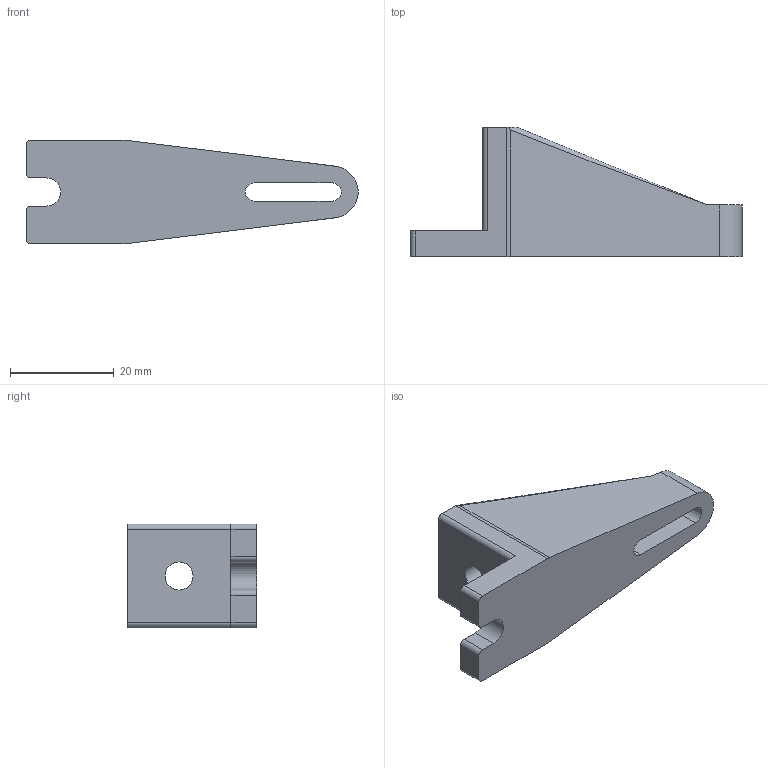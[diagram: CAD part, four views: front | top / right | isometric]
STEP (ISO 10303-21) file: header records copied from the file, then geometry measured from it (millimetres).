
FILE_DESCRIPTION (( 'STEP AP214' ), '1' );
FILE_NAME ('Bed_Bracket_30-45_1.0.STEP', '2017-06-14T13:38:31', ( '' ), ( '' ), 'SwSTEP 2.0', 'SolidWorks 2014', '' );
FILE_SCHEMA (( 'AUTOMOTIVE_DESIGN' ));
Length unit declared in the file: millimetre
Products named in the file (1): Bed_Bracket_30-45_1.0
Bounding box: 63.98 x 25 x 20 mm (x, y, z)
Volume: 11415 mm3; surface area: 5501.6 mm2
Topology: 1 solids, 1 shells, 38 faces, 108 edges, 68 vertices
Faces by surface type: plane 20, cylinder 14, bspline 4
Entity records: 1362 total; most frequent: CARTESIAN_POINT 375, ORIENTED_EDGE 208, DIRECTION 186, EDGE_CURVE 104, VERTEX_POINT 68, AXIS2_PLACEMENT_3D 63, LINE 60, VECTOR 60
